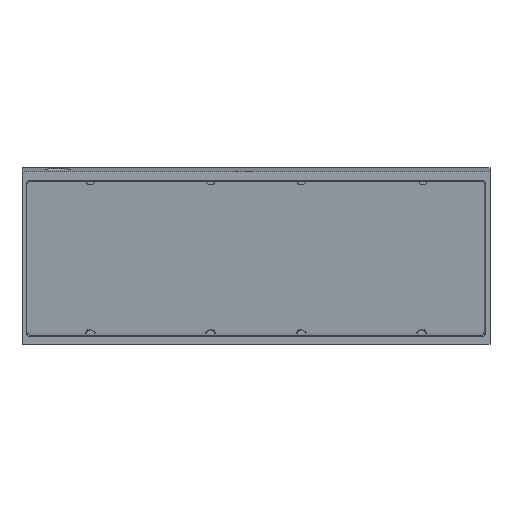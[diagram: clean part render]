
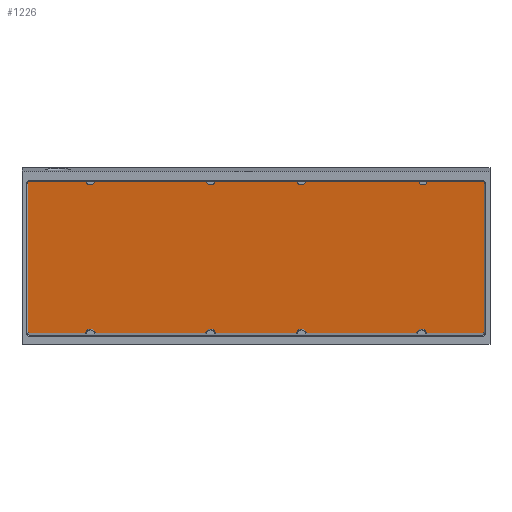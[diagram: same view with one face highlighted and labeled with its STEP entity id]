
A CAD part, top view. The second image highlights one B-rep face of the part: STEP entity #1226.
In plain terms, the highlighted planar face has unit normal (0, -0.111, 0.994).
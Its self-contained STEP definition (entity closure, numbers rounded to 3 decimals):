
#34=ELLIPSE('',#1347,1.001,1.);
#35=ELLIPSE('',#1350,1.001,1.);
#36=ELLIPSE('',#1353,1.001,1.);
#37=ELLIPSE('',#1354,1.001,1.);
#41=PLANE('',#1352);
#87=LINE('',#1959,#185);
#91=LINE('',#1975,#189);
#95=LINE('',#1984,#193);
#101=LINE('',#2000,#199);
#102=LINE('',#2004,#200);
#103=LINE('',#2006,#201);
#185=VECTOR('',#1541,10.);
#189=VECTOR('',#1553,10.);
#193=VECTOR('',#1563,10.);
#199=VECTOR('',#1577,10.);
#200=VECTOR('',#1580,10.);
#201=VECTOR('',#1583,10.);
#324=FACE_OUTER_BOUND('',#407,.T.);
#407=EDGE_LOOP('',(#918,#919,#920,#921,#922,#923,#924,#925,#926,#927));
#571=VERTEX_POINT('',#1956);
#572=VERTEX_POINT('',#1958);
#579=VERTEX_POINT('',#1972);
#580=VERTEX_POINT('',#1974);
#581=VERTEX_POINT('',#1978);
#582=VERTEX_POINT('',#1982);
#583=VERTEX_POINT('',#1986);
#588=VERTEX_POINT('',#1999);
#589=VERTEX_POINT('',#2001);
#590=VERTEX_POINT('',#2003);
#696=EDGE_CURVE('',#571,#572,#87,.T.);
#704=EDGE_CURVE('',#579,#580,#91,.T.);
#707=EDGE_CURVE('',#571,#581,#34,.T.);
#709=EDGE_CURVE('',#581,#582,#95,.T.);
#711=EDGE_CURVE('',#582,#583,#35,.T.);
#716=EDGE_CURVE('',#588,#583,#101,.T.);
#717=EDGE_CURVE('',#588,#589,#36,.T.);
#718=EDGE_CURVE('',#589,#590,#102,.T.);
#719=EDGE_CURVE('',#590,#580,#37,.T.);
#720=EDGE_CURVE('',#572,#579,#103,.T.);
#918=ORIENTED_EDGE('',*,*,#711,.T.);
#919=ORIENTED_EDGE('',*,*,#716,.F.);
#920=ORIENTED_EDGE('',*,*,#717,.T.);
#921=ORIENTED_EDGE('',*,*,#718,.T.);
#922=ORIENTED_EDGE('',*,*,#719,.T.);
#923=ORIENTED_EDGE('',*,*,#704,.F.);
#924=ORIENTED_EDGE('',*,*,#720,.F.);
#925=ORIENTED_EDGE('',*,*,#696,.F.);
#926=ORIENTED_EDGE('',*,*,#707,.T.);
#927=ORIENTED_EDGE('',*,*,#709,.T.);
#1226=ADVANCED_FACE('',(#324),#41,.F.);
#1347=AXIS2_PLACEMENT_3D('',#1980,#1558,#1559);
#1350=AXIS2_PLACEMENT_3D('',#1988,#1567,#1568);
#1352=AXIS2_PLACEMENT_3D('',#1998,#1575,#1576);
#1353=AXIS2_PLACEMENT_3D('',#2002,#1578,#1579);
#1354=AXIS2_PLACEMENT_3D('',#2005,#1581,#1582);
#1541=DIRECTION('',(1.,0.,0.));
#1553=DIRECTION('',(1.,0.,0.));
#1558=DIRECTION('center_axis',(0.,-0.111,
0.994));
#1559=DIRECTION('ref_axis',(0.,0.994,0.111));
#1563=DIRECTION('',(0.,-0.994,-0.111));
#1567=DIRECTION('center_axis',(0.,-0.111,
0.994));
#1568=DIRECTION('ref_axis',(0.,-0.994,-0.111));
#1575=DIRECTION('center_axis',(0.,0.111,
-0.994));
#1576=DIRECTION('ref_axis',(0.,-0.994,-0.111));
#1577=DIRECTION('',(-1.,0.,0.));
#1578=DIRECTION('center_axis',(0.,-0.111,
0.994));
#1579=DIRECTION('ref_axis',(0.,-0.994,-0.111));
#1580=DIRECTION('',(0.,0.994,0.111));
#1581=DIRECTION('center_axis',(0.,-0.111,
0.994));
#1582=DIRECTION('ref_axis',(0.,0.994,0.111));
#1583=DIRECTION('',(1.,0.,0.));
#1956=CARTESIAN_POINT('',(1.,98.7,13.227));
#1958=CARTESIAN_POINT('',(13.5,98.7,13.227));
#1959=CARTESIAN_POINT('',(287.,98.7,13.227));
#1972=CARTESIAN_POINT('',(24.5,98.7,13.227));
#1974=CARTESIAN_POINT('',(286.,98.7,13.227));
#1975=CARTESIAN_POINT('',(287.,98.7,13.227));
#1978=CARTESIAN_POINT('',(0.,97.705,13.117));
#1980=CARTESIAN_POINT('Origin',(1.,97.705,13.117));
#1982=CARTESIAN_POINT('',(0.,3.143,2.577));
#1984=CARTESIAN_POINT('',(0.,2.149,2.466));
#1986=CARTESIAN_POINT('',(1.,2.149,2.466));
#1988=CARTESIAN_POINT('Origin',(1.,3.143,2.577));
#1998=CARTESIAN_POINT('Origin',(287.,98.7,13.227));
#1999=CARTESIAN_POINT('',(286.,2.149,2.466));
#2000=CARTESIAN_POINT('',(287.,2.149,2.466));
#2001=CARTESIAN_POINT('',(287.,3.143,2.577));
#2002=CARTESIAN_POINT('Origin',(286.,3.143,2.577));
#2003=CARTESIAN_POINT('',(287.,97.705,13.117));
#2004=CARTESIAN_POINT('',(287.,2.149,2.466));
#2005=CARTESIAN_POINT('Origin',(286.,97.705,13.117));
#2006=CARTESIAN_POINT('',(287.,98.7,13.227));
